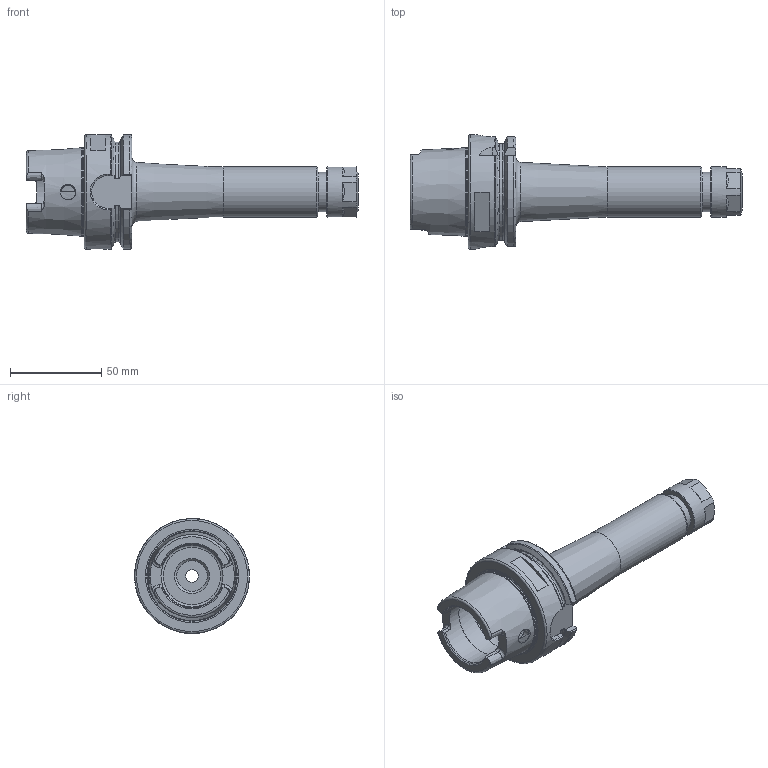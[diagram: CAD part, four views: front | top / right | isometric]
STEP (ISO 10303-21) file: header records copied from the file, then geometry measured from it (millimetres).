
FILE_DESCRIPTION(/* description */ (''),/* implementation_level */ '2;1');
FILE_NAME(/* name */ 'HSK063A-SX10-150.stp',/* time_stamp */ '2019-06-20T11:21:33-05:00',/* author */ ('ldfli'),/* organization */ (''),/* preprocessor_version */ 'ST-DEVELOPER v18',/* originating_system */ 'Autodesk Inventor LT',/* authorisation */ '');
FILE_SCHEMA (('AUTOMOTIVE_DESIGN { 1 0 10303 214 3 1 1 }'));
Length unit declared in the file: millimetre
Products named in the file (1): HSK063A-SX10-150
Bounding box: 182 x 63 x 63 mm (x, y, z)
Volume: 147508.1 mm3; surface area: 39140.6 mm2
Topology: 2 solids, 2 shells, 174 faces, 509 edges, 351 vertices
Faces by surface type: plane 65, cone 34, cylinder 34, torus 28, bspline 13
Full cylindrical faces by diameter (mm): 7 x1, 7.5 x2, 10 x1, 10.106 x1, 12.5 x1, 12.8 x1, 14 x1, 14.7 x1, 17 x1, 19 x1, 20.5 x1, 21.5 x1, 21.8 x1, 22.2 x1, 27.5 x2, 34 x2, 40 x1, 48.241 x1, 63 x1
Entity records: 7362 total; most frequent: CARTESIAN_POINT 2796, ORIENTED_EDGE 1022, DIRECTION 911, EDGE_CURVE 511, AXIS2_PLACEMENT_3D 387, VERTEX_POINT 353, CIRCLE 226, EDGE_LOOP 192
